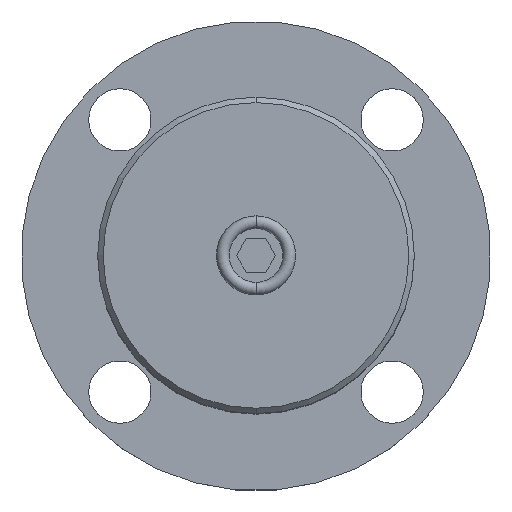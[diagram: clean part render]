
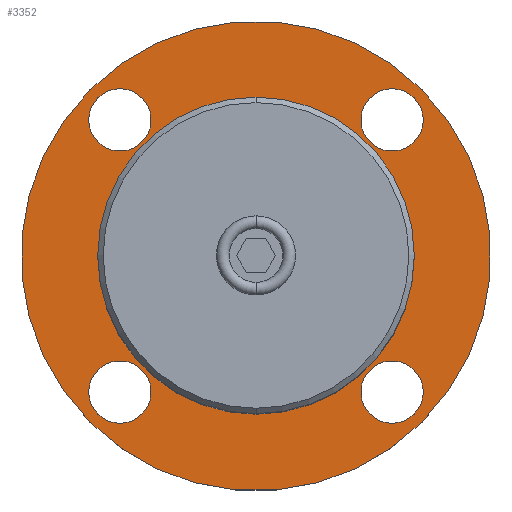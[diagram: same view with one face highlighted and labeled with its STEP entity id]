
A CAD part, top view. The second image highlights one B-rep face of the part: STEP entity #3352.
In plain terms, the highlighted face is planar.
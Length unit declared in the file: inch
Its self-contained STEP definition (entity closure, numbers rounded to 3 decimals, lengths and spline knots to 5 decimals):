
#2999=CARTESIAN_POINT('',(0.,0.105,0.));
#3000=DIRECTION('',(0.,1.,0.));
#3001=DIRECTION('',(0.,0.,-1.));
#3002=AXIS2_PLACEMENT_3D('',#2999,#3000,#3001);
#3014=CARTESIAN_POINT('',(0.,0.105,0.));
#3015=DIRECTION('',(0.,-1.,0.));
#3016=DIRECTION('',(0.,0.,-1.));
#3017=AXIS2_PLACEMENT_3D('',#3014,#3015,#3016);
#3029=CARTESIAN_POINT('',(0.,0.105,0.));
#3030=DIRECTION('',(0.,1.,0.));
#3031=DIRECTION('',(0.,0.,-1.));
#3032=AXIS2_PLACEMENT_3D('',#3029,#3030,#3031);
#3037=CARTESIAN_POINT('',(0.,0.105,0.));
#3038=DIRECTION('',(0.,-1.,0.));
#3039=DIRECTION('',(0.,0.,-1.));
#3040=AXIS2_PLACEMENT_3D('',#3037,#3038,#3039);
#3045=CARTESIAN_POINT('',(1.0625,0.105,0.));
#3046=DIRECTION('',(0.,1.,0.));
#3047=DIRECTION('',(-1.,0.,0.));
#3048=AXIS2_PLACEMENT_3D('',#3045,#3046,#3047);
#3053=CARTESIAN_POINT('',(1.0625,0.105,0.));
#3054=DIRECTION('',(0.,1.,0.));
#3055=DIRECTION('',(1.,0.,0.));
#3056=AXIS2_PLACEMENT_3D('',#3053,#3054,#3055);
#3061=CARTESIAN_POINT('',(0.,0.105,1.0625));
#3062=DIRECTION('',(0.,1.,0.));
#3063=DIRECTION('',(-1.,0.,0.));
#3064=AXIS2_PLACEMENT_3D('',#3061,#3062,#3063);
#3069=CARTESIAN_POINT('',(0.,0.105,1.0625));
#3070=DIRECTION('',(0.,1.,0.));
#3071=DIRECTION('',(1.,0.,0.));
#3072=AXIS2_PLACEMENT_3D('',#3069,#3070,#3071);
#3077=CARTESIAN_POINT('',(-1.0625,0.105,0.));
#3078=DIRECTION('',(0.,1.,0.));
#3079=DIRECTION('',(-1.,0.,0.));
#3080=AXIS2_PLACEMENT_3D('',#3077,#3078,#3079);
#3085=CARTESIAN_POINT('',(-1.0625,0.105,0.));
#3086=DIRECTION('',(0.,1.,0.));
#3087=DIRECTION('',(1.,0.,0.));
#3088=AXIS2_PLACEMENT_3D('',#3085,#3086,#3087);
#3093=CARTESIAN_POINT('',(0.,0.105,-1.0625));
#3094=DIRECTION('',(0.,1.,0.));
#3095=DIRECTION('',(-1.,0.,0.));
#3096=AXIS2_PLACEMENT_3D('',#3093,#3094,#3095);
#3101=CARTESIAN_POINT('',(0.,0.105,-1.0625));
#3102=DIRECTION('',(0.,1.,0.));
#3103=DIRECTION('',(1.,0.,0.));
#3104=AXIS2_PLACEMENT_3D('',#3101,#3102,#3103);
#3196=CARTESIAN_POINT('',(0.,0.105,-1.297));
#3198=VERTEX_POINT('',#3196);
#3199=CARTESIAN_POINT('',(0.,0.105,-0.828));
#3201=VERTEX_POINT('',#3199);
#3204=CARTESIAN_POINT('',(0.,0.105,1.297));
#3206=VERTEX_POINT('',#3204);
#3207=CARTESIAN_POINT('',(0.,0.105,0.828));
#3209=VERTEX_POINT('',#3207);
#3215=CARTESIAN_POINT('',(0.8905,0.105,0.));
#3216=CARTESIAN_POINT('',(1.2345,0.105,0.));
#3217=VERTEX_POINT('',#3215);
#3218=VERTEX_POINT('',#3216);
#3223=CARTESIAN_POINT('',(-0.172,0.105,1.0625));
#3224=CARTESIAN_POINT('',(0.172,0.105,1.0625));
#3225=VERTEX_POINT('',#3223);
#3226=VERTEX_POINT('',#3224);
#3231=CARTESIAN_POINT('',(-1.2345,0.105,0.));
#3232=CARTESIAN_POINT('',(-0.8905,0.105,0.));
#3233=VERTEX_POINT('',#3231);
#3234=VERTEX_POINT('',#3232);
#3239=CARTESIAN_POINT('',(-0.172,0.105,-1.0625));
#3240=CARTESIAN_POINT('',(0.172,0.105,-1.0625));
#3241=VERTEX_POINT('',#3239);
#3242=VERTEX_POINT('',#3240);
#3313=CARTESIAN_POINT('',(0.,0.105,0.));
#3314=DIRECTION('',(0.,1.,0.));
#3315=DIRECTION('',(0.,0.,-1.));
#3316=AXIS2_PLACEMENT_3D('',#3313,#3314,#3315);
#3317=PLANE('',#3316);
#3319=ORIENTED_EDGE('',*,*,#3318,.F.);
#3321=ORIENTED_EDGE('',*,*,#3320,.T.);
#3322=EDGE_LOOP('',(#3319,#3321));
#3323=FACE_OUTER_BOUND('',#3322,.F.);
#3324=ORIENTED_EDGE('',*,*,#3306,.F.);
#3325=ORIENTED_EDGE('',*,*,#3295,.T.);
#3326=EDGE_LOOP('',(#3324,#3325));
#3327=FACE_BOUND('',#3326,.F.);
#3329=ORIENTED_EDGE('',*,*,#3328,.T.);
#3331=ORIENTED_EDGE('',*,*,#3330,.T.);
#3332=EDGE_LOOP('',(#3329,#3331));
#3333=FACE_BOUND('',#3332,.F.);
#3335=ORIENTED_EDGE('',*,*,#3334,.T.);
#3337=ORIENTED_EDGE('',*,*,#3336,.T.);
#3338=EDGE_LOOP('',(#3335,#3337));
#3339=FACE_BOUND('',#3338,.F.);
#3341=ORIENTED_EDGE('',*,*,#3340,.T.);
#3343=ORIENTED_EDGE('',*,*,#3342,.T.);
#3344=EDGE_LOOP('',(#3341,#3343));
#3345=FACE_BOUND('',#3344,.F.);
#3347=ORIENTED_EDGE('',*,*,#3346,.T.);
#3349=ORIENTED_EDGE('',*,*,#3348,.T.);
#3350=EDGE_LOOP('',(#3347,#3349));
#3351=FACE_BOUND('',#3350,.F.);
#3352=ADVANCED_FACE('',(#3323,#3327,#3333,#3339,#3345,#3351),#3317,.T.);
#3003=CIRCLE('',#3002,0.828);
#3018=CIRCLE('',#3017,0.828);
#3033=CIRCLE('',#3032,1.297);
#3041=CIRCLE('',#3040,1.297);
#3049=CIRCLE('',#3048,0.172);
#3057=CIRCLE('',#3056,0.172);
#3065=CIRCLE('',#3064,0.172);
#3073=CIRCLE('',#3072,0.172);
#3081=CIRCLE('',#3080,0.172);
#3089=CIRCLE('',#3088,0.172);
#3097=CIRCLE('',#3096,0.172);
#3105=CIRCLE('',#3104,0.172);
#3295=EDGE_CURVE('',#3201,#3209,#3003,.T.);
#3306=EDGE_CURVE('',#3201,#3209,#3018,.T.);
#3318=EDGE_CURVE('',#3198,#3206,#3033,.T.);
#3320=EDGE_CURVE('',#3198,#3206,#3041,.T.);
#3328=EDGE_CURVE('',#3217,#3218,#3049,.T.);
#3330=EDGE_CURVE('',#3218,#3217,#3057,.T.);
#3334=EDGE_CURVE('',#3225,#3226,#3065,.T.);
#3336=EDGE_CURVE('',#3226,#3225,#3073,.T.);
#3340=EDGE_CURVE('',#3233,#3234,#3081,.T.);
#3342=EDGE_CURVE('',#3234,#3233,#3089,.T.);
#3346=EDGE_CURVE('',#3241,#3242,#3097,.T.);
#3348=EDGE_CURVE('',#3242,#3241,#3105,.T.);
